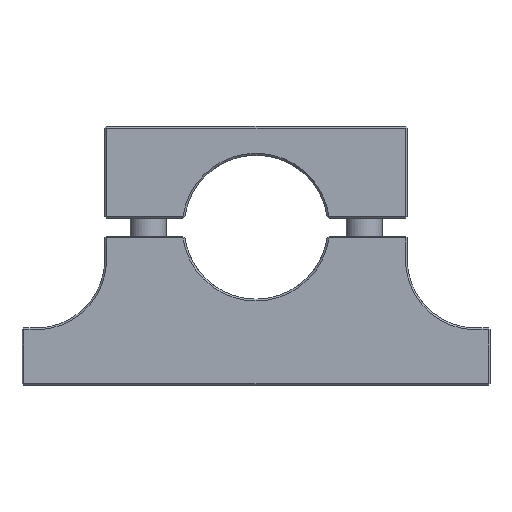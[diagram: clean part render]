
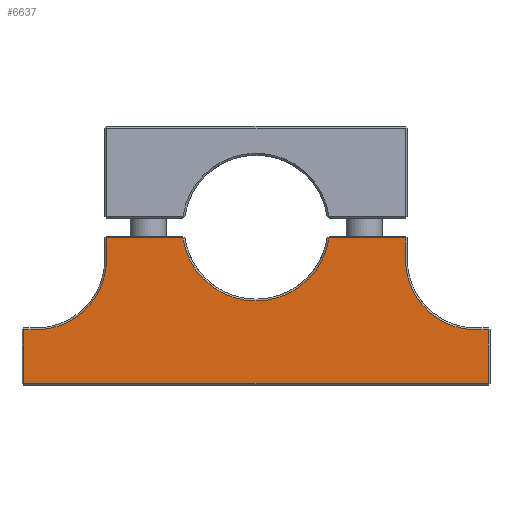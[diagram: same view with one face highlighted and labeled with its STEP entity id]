
A CAD part, top view. The second image highlights one B-rep face of the part: STEP entity #6637.
In plain terms, the highlighted planar face has unit normal (0, 0, 1).
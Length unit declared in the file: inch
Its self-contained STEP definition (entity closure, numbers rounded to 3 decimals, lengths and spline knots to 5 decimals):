
#68 = AXIS2_PLACEMENT_3D ( 'NONE', #9241, #4389, #10037 ) ;
#214 = VECTOR ( 'NONE', #2342, 39.37008 ) ;
#386 = EDGE_CURVE ( 'NONE', #7385, #8510, #3230, .T. ) ;
#402 = ORIENTED_EDGE ( 'NONE', *, *, #3788, .T. ) ;
#405 = VERTEX_POINT ( 'NONE', #10079 ) ;
#447 = CARTESIAN_POINT ( 'NONE',  ( -0.81677, -0.52832, 0.27559 ) ) ;
#619 = CARTESIAN_POINT ( 'NONE',  ( 0.81677, -0.05921, 0.27559 ) ) ;
#954 = EDGE_CURVE ( 'NONE', #405, #9666, #2368, .T. ) ;
#1009 = VERTEX_POINT ( 'NONE', #9947 ) ;
#1124 = AXIS2_PLACEMENT_3D ( 'NONE', #4395, #10047, #5199 ) ;
#1159 = ORIENTED_EDGE ( 'NONE', *, *, #386, .T. ) ;
#1527 = EDGE_LOOP ( 'NONE', ( #3627, #402, #6881, #9030, #5324, #1159, #2039, #9895, #2489, #6821, #9329, #5038, #2035 ) ) ;
#1618 = CARTESIAN_POINT ( 'NONE',  ( 0.81677, -0.52832, 0.27559 ) ) ;
#1769 = DIRECTION ( 'NONE',  ( 0., -1., 0. ) ) ;
#1806 = CARTESIAN_POINT ( 'NONE',  ( 1.26953, -0.52832, 0.27559 ) ) ;
#1805 = CARTESIAN_POINT ( 'NONE',  ( -1.26953, -0.56118, 0.27559 ) ) ;
#2035 = ORIENTED_EDGE ( 'NONE', *, *, #5044, .T. ) ;
#2039 = ORIENTED_EDGE ( 'NONE', *, *, #7720, .T. ) ;
#2107 = VECTOR ( 'NONE', #8881, 39.37008 ) ;
#2110 = CIRCLE ( 'NONE', #3493, 0.4037 ) ;
#2206 = CARTESIAN_POINT ( 'NONE',  ( 1.20177, -0.56118, 0.27559 ) ) ;
#2342 = DIRECTION ( 'NONE',  ( -1., 0., 0. ) ) ;
#2368 = LINE ( 'NONE', #7484, #2107 ) ;
#2489 = ORIENTED_EDGE ( 'NONE', *, *, #6612, .T. ) ;
#2693 = EDGE_CURVE ( 'NONE', #8651, #7385, #6507, .T. ) ;
#2803 = CARTESIAN_POINT ( 'NONE',  ( 0., 0., 0.27559 ) ) ;
#2838 = DIRECTION ( 'NONE',  ( 0., 0., 1. ) ) ;
#2848 = CARTESIAN_POINT ( 'NONE',  ( 0., -0.56118, 0.27559 ) ) ;
#2854 = LINE ( 'NONE', #447, #5028 ) ;
#2948 = CARTESIAN_POINT ( 'NONE',  ( 0., 0., 0.27559 ) ) ;
#3084 = VECTOR ( 'NONE', #7500, 39.37008 ) ;
#3230 = CIRCLE ( 'NONE', #1124, 0.385 ) ;
#3288 = LINE ( 'NONE', #9567, #5202 ) ;
#3493 = AXIS2_PLACEMENT_3D ( 'NONE', #2803, #8487, #3616 ) ;
#3616 = DIRECTION ( 'NONE',  ( 0., -1., 0. ) ) ;
#3627 = ORIENTED_EDGE ( 'NONE', *, *, #4150, .T. ) ;
#3778 = DIRECTION ( 'NONE',  ( 0., -1., 0. ) ) ;
#3788 = EDGE_CURVE ( 'NONE', #7873, #1009, #4704, .T. ) ;
#4150 = EDGE_CURVE ( 'NONE', #5210, #7873, #5586, .T. ) ;
#4162 = CIRCLE ( 'NONE', #7956, 0.4037 ) ;
#4293 = FACE_OUTER_BOUND ( 'NONE', #1527, .T. ) ;
#4352 = VERTEX_POINT ( 'NONE', #5254 ) ;
#4389 = DIRECTION ( 'NONE',  ( 0., 0., -1. ) ) ;
#4395 = CARTESIAN_POINT ( 'NONE',  ( 1.20177, -0.17618, 0.27559 ) ) ;
#4512 = DIRECTION ( 'NONE',  ( -1., 0., 0. ) ) ;
#4704 = LINE ( 'NONE', #6657, #9015 ) ;
#4979 = VERTEX_POINT ( 'NONE', #7553 ) ;
#5028 = VECTOR ( 'NONE', #10155, 39.37008 ) ;
#5038 = ORIENTED_EDGE ( 'NONE', *, *, #9722, .T. ) ;
#5044 = EDGE_CURVE ( 'NONE', #4352, #5210, #10402, .T. ) ;
#5199 = DIRECTION ( 'NONE',  ( 0., -1., 0. ) ) ;
#5202 = VECTOR ( 'NONE', #9611, 39.37008 ) ;
#5210 = VERTEX_POINT ( 'NONE', #8588 ) ;
#5234 = VERTEX_POINT ( 'NONE', #5365 ) ;
#5248 = CARTESIAN_POINT ( 'NONE',  ( -0.81677, -0.05921, 0.27559 ) ) ;
#5254 = CARTESIAN_POINT ( 'NONE',  ( -0.81677, -0.17618, 0.27559 ) ) ;
#5319 = CARTESIAN_POINT ( 'NONE',  ( 0., -0.56118, 0.27559 ) ) ;
#5324 = ORIENTED_EDGE ( 'NONE', *, *, #2693, .T. ) ;
#5365 = CARTESIAN_POINT ( 'NONE',  ( 0., -0.4037, 0.27559 ) ) ;
#5586 = LINE ( 'NONE', #5319, #7745 ) ;
#5616 = VERTEX_POINT ( 'NONE', #619 ) ;
#5711 = EDGE_CURVE ( 'NONE', #1009, #6563, #3288, .T. ) ;
#5883 = VECTOR ( 'NONE', #9689, 39.37008 ) ;
#5945 = EDGE_CURVE ( 'NONE', #5234, #405, #4162, .T. ) ;
#6429 = LINE ( 'NONE', #7318, #214 ) ;
#6507 = LINE ( 'NONE', #2848, #8402 ) ;
#6563 = VERTEX_POINT ( 'NONE', #9903 ) ;
#6612 = EDGE_CURVE ( 'NONE', #4979, #5234, #2110, .T. ) ;
#6637 = ADVANCED_FACE ( 'NONE', ( #4293 ), #7685, .T. ) ;
#6657 = CARTESIAN_POINT ( 'NONE',  ( -1.26953, -0.52832, 0.27559 ) ) ;
#6821 = ORIENTED_EDGE ( 'NONE', *, *, #5945, .T. ) ;
#6834 = EDGE_CURVE ( 'NONE', #5616, #4979, #6429, .T. ) ;
#6881 = ORIENTED_EDGE ( 'NONE', *, *, #5711, .T. ) ;
#6947 = EDGE_CURVE ( 'NONE', #6563, #8651, #9326, .T. ) ;
#7246 = CARTESIAN_POINT ( 'NONE',  ( 0.81677, -0.17618, 0.27559 ) ) ;
#7318 = CARTESIAN_POINT ( 'NONE',  ( 0., -0.05921, 0.27559 ) ) ;
#7385 = VERTEX_POINT ( 'NONE', #2206 ) ;
#7484 = CARTESIAN_POINT ( 'NONE',  ( 0., -0.05921, 0.27559 ) ) ;
#7500 = DIRECTION ( 'NONE',  ( 0., 1., 0. ) ) ;
#7553 = CARTESIAN_POINT ( 'NONE',  ( 0.39934, -0.05921, 0.27559 ) ) ;
#7685 = PLANE ( 'NONE',  #7835 ) ;
#7716 = CARTESIAN_POINT ( 'NONE',  ( 0., -0.52832, 0.27559 ) ) ;
#7720 = EDGE_CURVE ( 'NONE', #8510, #5616, #10169, .T. ) ;
#7745 = VECTOR ( 'NONE', #4512, 39.37008 ) ;
#7835 = AXIS2_PLACEMENT_3D ( 'NONE', #7716, #2838, #8521 ) ;
#7873 = VERTEX_POINT ( 'NONE', #1805 ) ;
#7956 = AXIS2_PLACEMENT_3D ( 'NONE', #2948, #8653, #3778 ) ;
#8190 = CARTESIAN_POINT ( 'NONE',  ( 1.26953, -0.56118, 0.27559 ) ) ;
#8402 = VECTOR ( 'NONE', #9378, 39.37008 ) ;
#8487 = DIRECTION ( 'NONE',  ( 0., 0., -1. ) ) ;
#8510 = VERTEX_POINT ( 'NONE', #7246 ) ;
#8521 = DIRECTION ( 'NONE',  ( 1., 0., 0. ) ) ;
#8588 = CARTESIAN_POINT ( 'NONE',  ( -1.20177, -0.56118, 0.27559 ) ) ;
#8651 = VERTEX_POINT ( 'NONE', #8190 ) ;
#8653 = DIRECTION ( 'NONE',  ( 0., 0., -1. ) ) ;
#8881 = DIRECTION ( 'NONE',  ( -1., 0., 0. ) ) ;
#9015 = VECTOR ( 'NONE', #1769, 39.37008 ) ;
#9030 = ORIENTED_EDGE ( 'NONE', *, *, #6947, .T. ) ;
#9241 = CARTESIAN_POINT ( 'NONE',  ( -1.20177, -0.17618, 0.27559 ) ) ;
#9326 = LINE ( 'NONE', #1806, #3084 ) ;
#9329 = ORIENTED_EDGE ( 'NONE', *, *, #954, .T. ) ;
#9378 = DIRECTION ( 'NONE',  ( -1., 0., 0. ) ) ;
#9567 = CARTESIAN_POINT ( 'NONE',  ( 0., -0.85614, 0.27559 ) ) ;
#9611 = DIRECTION ( 'NONE',  ( 1., 0., 0. ) ) ;
#9666 = VERTEX_POINT ( 'NONE', #5248 ) ;
#9689 = DIRECTION ( 'NONE',  ( 0., 1., 0. ) ) ;
#9722 = EDGE_CURVE ( 'NONE', #9666, #4352, #2854, .T. ) ;
#9895 = ORIENTED_EDGE ( 'NONE', *, *, #6834, .T. ) ;
#9903 = CARTESIAN_POINT ( 'NONE',  ( 1.26953, -0.85614, 0.27559 ) ) ;
#9947 = CARTESIAN_POINT ( 'NONE',  ( -1.26953, -0.85614, 0.27559 ) ) ;
#10037 = DIRECTION ( 'NONE',  ( 1., 0., 0. ) ) ;
#10047 = DIRECTION ( 'NONE',  ( 0., 0., -1. ) ) ;
#10079 = CARTESIAN_POINT ( 'NONE',  ( -0.39934, -0.05921, 0.27559 ) ) ;
#10155 = DIRECTION ( 'NONE',  ( 0., -1., 0. ) ) ;
#10169 = LINE ( 'NONE', #1618, #5883 ) ;
#10402 = CIRCLE ( 'NONE', #68, 0.385 ) ;
